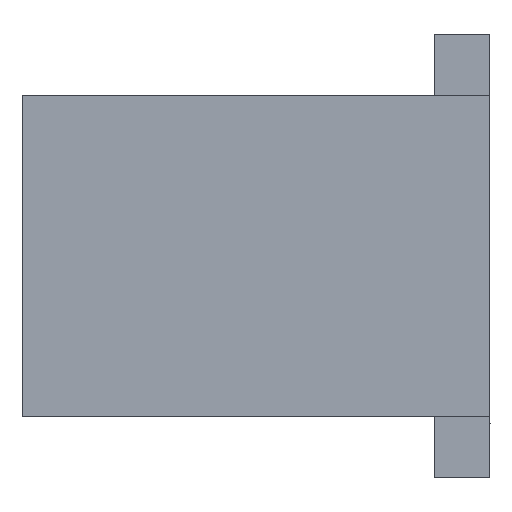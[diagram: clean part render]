
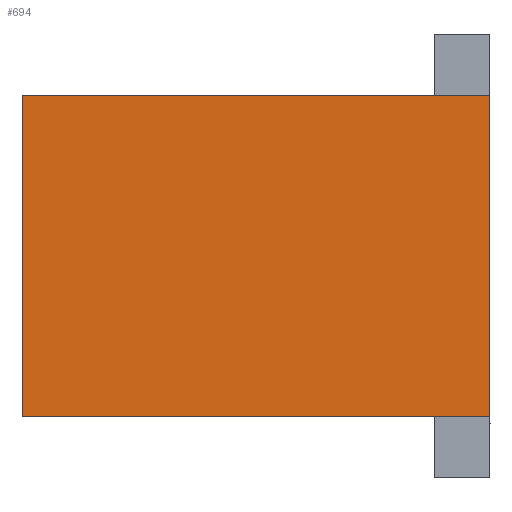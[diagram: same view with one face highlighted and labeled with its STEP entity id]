
A CAD part, left-side view. The second image highlights one B-rep face of the part: STEP entity #694.
In plain terms, the highlighted planar face has unit normal (-1, 0, 0).
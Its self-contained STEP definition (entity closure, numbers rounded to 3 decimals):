
#112=FACE_OUTER_BOUND('',#152,.T.);
#152=EDGE_LOOP('',(#512,#513,#514,#515));
#234=LINE('',#1111,#294);
#236=LINE('',#1115,#296);
#237=LINE('',#1117,#297);
#238=LINE('',#1118,#298);
#294=VECTOR('',#891,10.);
#296=VECTOR('',#895,10.);
#297=VECTOR('',#896,10.);
#298=VECTOR('',#897,10.);
#348=VERTEX_POINT('',#1108);
#349=VERTEX_POINT('',#1110);
#350=VERTEX_POINT('',#1114);
#351=VERTEX_POINT('',#1116);
#415=EDGE_CURVE('',#349,#348,#234,.T.);
#417=EDGE_CURVE('',#350,#349,#236,.T.);
#418=EDGE_CURVE('',#348,#351,#237,.T.);
#419=EDGE_CURVE('',#351,#350,#238,.T.);
#512=ORIENTED_EDGE('',*,*,#417,.T.);
#513=ORIENTED_EDGE('',*,*,#415,.T.);
#514=ORIENTED_EDGE('',*,*,#418,.T.);
#515=ORIENTED_EDGE('',*,*,#419,.T.);
#666=PLANE('',#782);
#694=ADVANCED_FACE('',(#112),#666,.T.);
#782=AXIS2_PLACEMENT_3D('',#1113,#893,#894);
#891=DIRECTION('',(0.,0.,1.));
#893=DIRECTION('center_axis',(-1.,0.,0.));
#894=DIRECTION('ref_axis',(0.,0.,1.));
#895=DIRECTION('',(0.,-1.,0.));
#896=DIRECTION('',(0.,1.,0.));
#897=DIRECTION('',(0.,0.,-1.));
#1108=CARTESIAN_POINT('',(-708.485,-49.453,113.584));
#1110=CARTESIAN_POINT('',(-708.485,-49.453,90.584));
#1111=CARTESIAN_POINT('',(-708.485,-49.453,90.584));
#1113=CARTESIAN_POINT('Origin',(-708.485,-32.703,102.084));
#1114=CARTESIAN_POINT('',(-708.485,-15.953,90.584));
#1115=CARTESIAN_POINT('',(-708.485,-15.953,90.584));
#1116=CARTESIAN_POINT('',(-708.485,-15.953,113.584));
#1117=CARTESIAN_POINT('',(-708.485,-49.453,113.584));
#1118=CARTESIAN_POINT('',(-708.485,-15.953,113.584));
